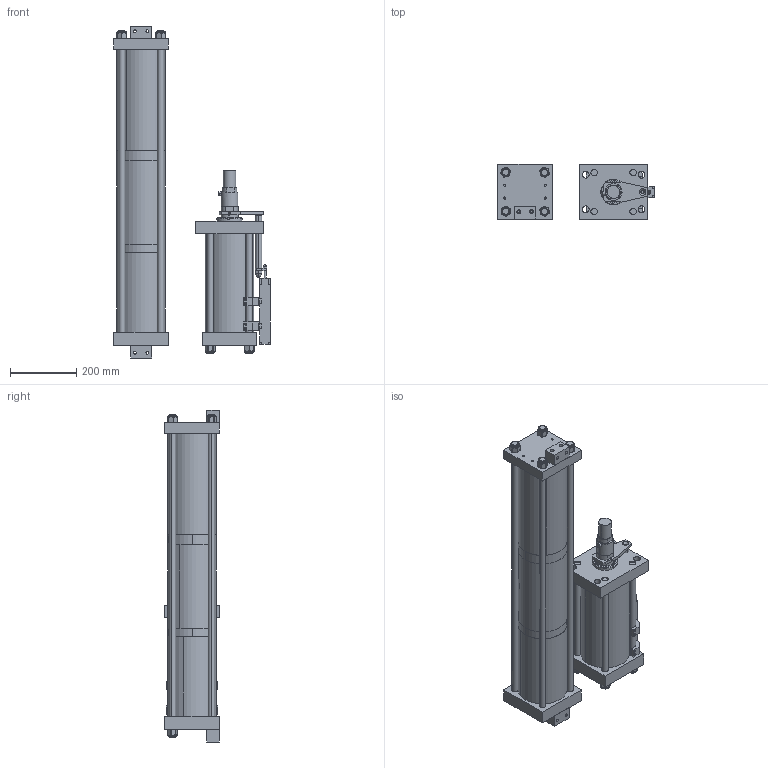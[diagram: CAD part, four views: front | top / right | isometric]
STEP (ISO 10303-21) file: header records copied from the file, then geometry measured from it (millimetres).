
FILE_DESCRIPTION (( 'STEP AP203' ), '1' );
FILE_NAME ('HPS-10-4.00-.50-FH-LTI-LC.STEP', '2025-07-31T18:19:08', ( '' ), ( '' ), 'SwSTEP 2.0', 'SolidWorks 2022', '' );
FILE_SCHEMA (( 'CONFIG_CONTROL_DESIGN' ));
Length unit declared in the file: inch
Products named in the file (19): E1004; E1013; F1062; E1001_2.0; E1064; 10 Ton EXT. LVT Asm.-4; E1063_4.0-.50; E1060_4.0; HPS-10-4.00-.50-FH-LTI-LC; E1011_4.0; E1061_.50; G1010; NLN .75; E10BRK; F1003; LC-40; ES1014_.50; ES1005_4.0; E1059
Assembly tree (32 placements, depth 2):
  HPS-10-4.00-.50-FH-LTI-LC
    E1004
    F1003
    E1001_2.0
    G1010
    E1013
    E1064
    NLN .75  x8
    F1062
    E10BRK  x2
    ES1005_4.0
    E1060_4.0  x4
    E1011_4.0
    ES1014_.50
    E1061_.50
    E1063_4.0-.50  x4
    E1059
    LC-40
    10 Ton EXT. LVT Asm.-4
Bounding box: 471.96 x 165.1 x 1000.71 mm (x, y, z)
Volume: 12491046.9 mm3; surface area: 2092379.3 mm2
Topology: 45 solids, 45 shells, 1313 faces, 3235 edges, 1855 vertices
Faces by surface type: cylinder 617, plane 440, sphere 101, bspline 96, cone 55, torus 4
Entity records: 27180 total; most frequent: CARTESIAN_POINT 5505, DIRECTION 4240, ORIENTED_EDGE 3810, EDGE_CURVE 1905, AXIS2_PLACEMENT_3D 1619, VERTEX_POINT 1231, VECTOR 1002, LINE 1002
